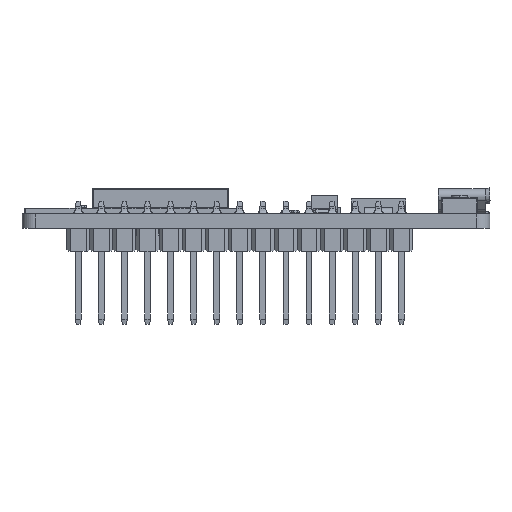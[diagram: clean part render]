
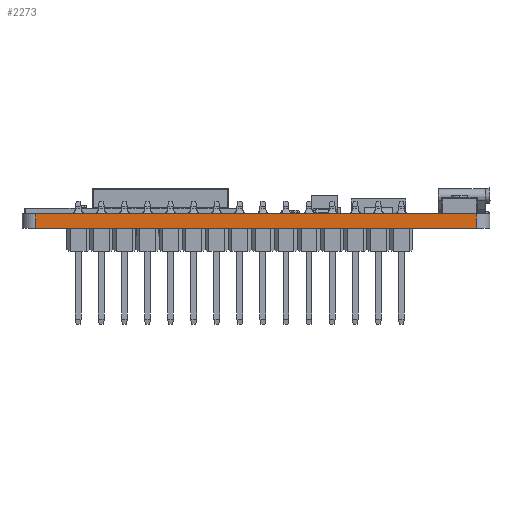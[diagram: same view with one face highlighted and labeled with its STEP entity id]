
A CAD part, left-side view. The second image highlights one B-rep face of the part: STEP entity #2273.
In plain terms, the highlighted face is planar.
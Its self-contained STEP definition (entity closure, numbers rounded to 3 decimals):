
#132=DIRECTION('',(0.,1.,0.));
#340=DIRECTION('',(-1.,0.,0.));
#368=DIRECTION('',(0.,0.,-1.));
#401=VECTOR('',#132,48.5);
#402=CARTESIAN_POINT('',(0.,-50.,-14.075));
#403=LINE('',#402,#401);
#416=VECTOR('',#340,1.6);
#675=CARTESIAN_POINT('',(1.6,-50.,-14.075));
#676=LINE('',#675,#401);
#917=CARTESIAN_POINT('',(1.6,-1.5,-14.075));
#918=LINE('',#917,#416);
#920=LINE('',#675,#416);
#937=CARTESIAN_POINT('',(0.,-1.5,-14.075));
#939=VERTEX_POINT('',#937);
#940=VERTEX_POINT('',#917);
#948=VERTEX_POINT('',#402);
#951=VERTEX_POINT('',#675);
#1184=EDGE_CURVE('',#948,#939,#403,.T.);
#1429=EDGE_CURVE('',#951,#940,#676,.T.);
#2256=EDGE_CURVE('',#940,#939,#918,.T.);
#2263=CARTESIAN_POINT('',(0.,-51.5,-14.075));
#2264=AXIS2_PLACEMENT_3D('',#2263,#368,#132);
#2265=PLANE('',#2264);
#2266=ORIENTED_EDGE('',*,*,#2256,.T.);
#2267=ORIENTED_EDGE('',*,*,#1184,.F.);
#2268=EDGE_CURVE('',#951,#948,#920,.T.);
#2269=ORIENTED_EDGE('',*,*,#2268,.F.);
#2270=ORIENTED_EDGE('',*,*,#1429,.T.);
#2271=EDGE_LOOP('',(#2266,#2267,#2269,#2270));
#2272=FACE_OUTER_BOUND('',#2271,.F.);
#2273=ADVANCED_FACE('',(#2272),#2265,.T.);
